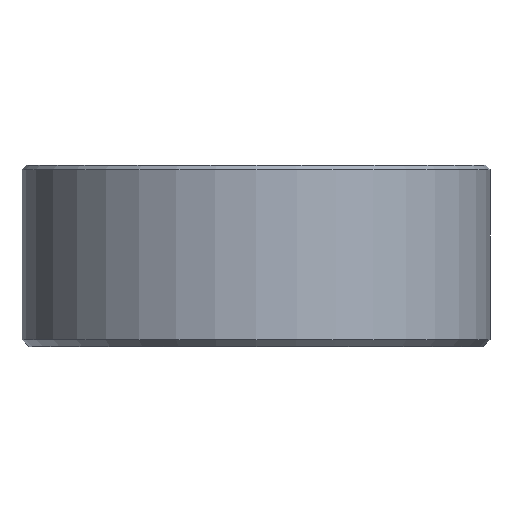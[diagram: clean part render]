
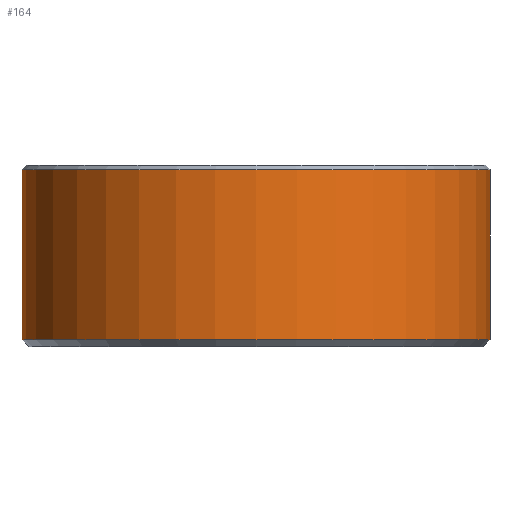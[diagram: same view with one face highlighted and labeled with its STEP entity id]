
A CAD part, front view. The second image highlights one B-rep face of the part: STEP entity #164.
In plain terms, the highlighted cylindrical face has radius 16.8 mm (diameter 33.6 mm), a full revolution.
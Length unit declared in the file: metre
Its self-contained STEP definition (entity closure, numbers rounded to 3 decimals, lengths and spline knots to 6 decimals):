
#20=CYLINDRICAL_SURFACE('',#196,0.0168);
#27=ORIENTED_EDGE('',*,*,#57,.T.);
#28=ORIENTED_EDGE('',*,*,#58,.T.);
#57=EDGE_CURVE('',#72,#72,#87,.T.);
#58=EDGE_CURVE('',#73,#73,#88,.F.);
#72=VERTEX_POINT('',#295);
#73=VERTEX_POINT('',#297);
#87=CIRCLE('',#197,0.0168);
#88=CIRCLE('',#198,0.0168);
#102=EDGE_LOOP('',(#27));
#103=EDGE_LOOP('',(#28));
#132=FACE_BOUND('',#102,.T.);
#133=FACE_BOUND('',#103,.T.);
#164=ADVANCED_FACE('',(#132,#133),#20,.T.);
#196=AXIS2_PLACEMENT_3D('',#293,#234,#235);
#197=AXIS2_PLACEMENT_3D('',#294,#236,#237);
#198=AXIS2_PLACEMENT_3D('',#296,#238,#239);
#234=DIRECTION('',(0.,0.,-1.));
#235=DIRECTION('',(-1.,0.,0.));
#236=DIRECTION('',(0.,0.,1.));
#237=DIRECTION('',(1.,0.,0.));
#238=DIRECTION('',(0.,0.,1.));
#239=DIRECTION('',(1.,0.,0.));
#293=CARTESIAN_POINT('',(0.,0.,0.001));
#294=CARTESIAN_POINT('',(0.,0.,0.0005));
#295=CARTESIAN_POINT('',(0.0168,0.,0.0005));
#296=CARTESIAN_POINT('',(0.,0.,0.0127));
#297=CARTESIAN_POINT('',(0.0168,0.,0.0127));
